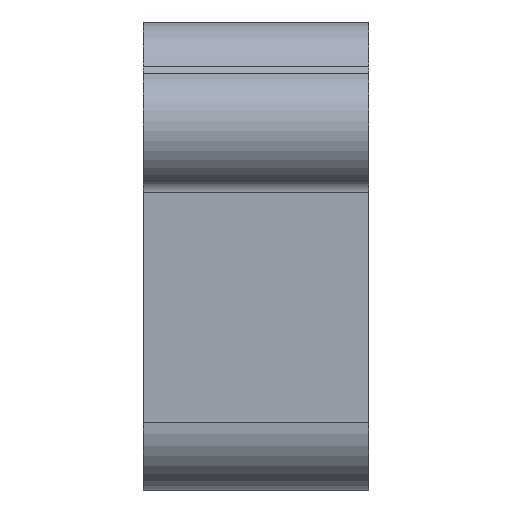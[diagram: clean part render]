
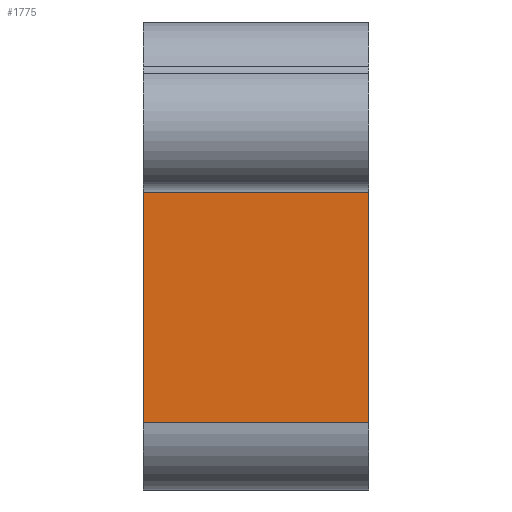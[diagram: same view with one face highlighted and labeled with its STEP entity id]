
A CAD part, left-side view. The second image highlights one B-rep face of the part: STEP entity #1775.
In plain terms, the highlighted planar face has unit normal (-1, 0, 0).
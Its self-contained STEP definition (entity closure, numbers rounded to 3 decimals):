
#230=FACE_OUTER_BOUND('',#332,.T.);
#332=EDGE_LOOP('',(#1559,#1560,#1561,#1562));
#489=LINE('',#2918,#664);
#498=LINE('',#2945,#673);
#511=LINE('',#2996,#686);
#512=LINE('',#2997,#687);
#664=VECTOR('',#2376,10.);
#673=VECTOR('',#2401,10.);
#686=VECTOR('',#2454,10.);
#687=VECTOR('',#2455,10.);
#841=VERTEX_POINT('',#2915);
#842=VERTEX_POINT('',#2917);
#852=VERTEX_POINT('',#2944);
#870=VERTEX_POINT('',#2995);
#1075=EDGE_CURVE('',#841,#842,#489,.T.);
#1090=EDGE_CURVE('',#842,#852,#498,.T.);
#1117=EDGE_CURVE('',#870,#841,#511,.T.);
#1118=EDGE_CURVE('',#852,#870,#512,.T.);
#1559=ORIENTED_EDGE('',*,*,#1117,.F.);
#1560=ORIENTED_EDGE('',*,*,#1118,.F.);
#1561=ORIENTED_EDGE('',*,*,#1090,.F.);
#1562=ORIENTED_EDGE('',*,*,#1075,.F.);
#1694=PLANE('',#1960);
#1775=ADVANCED_FACE('',(#230),#1694,.T.);
#1960=AXIS2_PLACEMENT_3D('',#2994,#2452,#2453);
#2376=DIRECTION('',(0.,0.,-1.));
#2401=DIRECTION('',(0.,1.,0.));
#2452=DIRECTION('center_axis',(-1.,0.,0.));
#2453=DIRECTION('ref_axis',(0.,0.,-1.));
#2454=DIRECTION('',(0.,-1.,0.));
#2455=DIRECTION('',(0.,0.,1.));
#2915=CARTESIAN_POINT('',(65.245,145.165,0.062));
#2917=CARTESIAN_POINT('',(65.245,145.165,-16.999));
#2918=CARTESIAN_POINT('',(65.245,145.165,7.703));
#2944=CARTESIAN_POINT('',(65.245,161.915,-16.999));
#2945=CARTESIAN_POINT('',(65.245,146.765,-16.999));
#2994=CARTESIAN_POINT('Origin',(65.245,146.765,0.678));
#2995=CARTESIAN_POINT('',(65.245,161.915,0.062));
#2996=CARTESIAN_POINT('',(65.245,146.765,0.062));
#2997=CARTESIAN_POINT('',(65.245,161.915,7.703));
